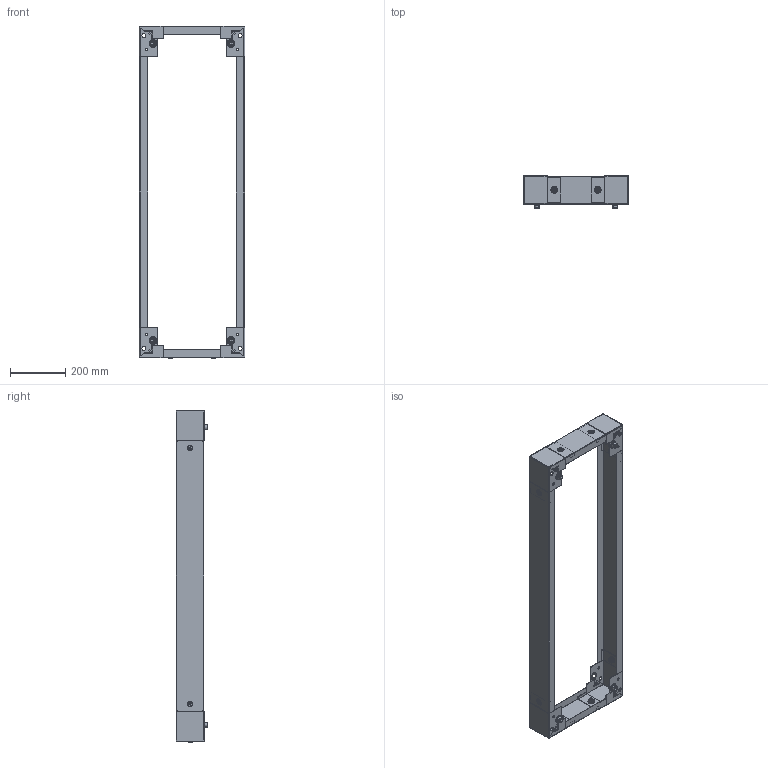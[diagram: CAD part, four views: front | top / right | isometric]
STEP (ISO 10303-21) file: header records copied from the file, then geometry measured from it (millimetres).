
FILE_DESCRIPTION (( 'STEP AP203' ), '1' );
FILE_NAME ('R5ZP1238.step', '2013-04-29T11:24:06', ( 'User' ), ( 'DKC' ), 'SwSTEP 2.0', 'SolidWorks 2012', '' );
FILE_SCHEMA (( 'CONFIG_CONTROL_DESIGN' ));
Length unit declared in the file: millimetre
Products named in the file (12): Profilo laterale per pulpiti PN - Componibile_QB08C046; Profilo frontale per larghezza_1200; Angolare per zoccolo altezza 100 (according to example)_QB08C043; gabbia M8; dado quadrato M8; dado quadrato M12; Sunk crew with recessed hexahedron M8 x 10_ISO 10642 - M8 x 16 --- 16S; Assem gabbia+dado M8_CM230800; gabbia M12; Capscrew with recessed hexahedron M12 x 20_ISO 4762 M12 x 20 --- 20S; Assem gabbia+dado M12_CM230120; R5ZP1238
Assembly tree (36 placements, depth 3):
  R5ZP1238
    Profilo laterale per pulpiti PN - Componibile_QB08C046  x2
    Angolare per zoccolo altezza 100 (according to example)_QB08C043  x4
    Profilo frontale per larghezza_1200  x2
    Assem gabbia+dado M8_CM230800  x8
      dado quadrato M8
      gabbia M8
    Sunk crew with recessed hexahedron M8 x 10_ISO 10642 - M8 x 16 --- 16S  x8
    Assem gabbia+dado M12_CM230120  x4
      dado quadrato M12
      gabbia M12
    Capscrew with recessed hexahedron M12 x 20_ISO 4762 M12 x 20 --- 20S  x4
Bounding box: 380.14 x 114.5 x 1200.14 mm (x, y, z)
Volume: 1149452.3 mm3; surface area: 1174420.8 mm2
Topology: 44 solids, 44 shells, 3908 faces, 9320 edges, 5532 vertices
Faces by surface type: plane 2164, cylinder 904, cone 648, torus 112, bspline 80
Entity records: 25658 total; most frequent: CARTESIAN_POINT 4712, DIRECTION 4066, ORIENTED_EDGE 3884, EDGE_CURVE 1942, AXIS2_PLACEMENT_3D 1434, LINE 1198, VECTOR 1198, VERTEX_POINT 1152
